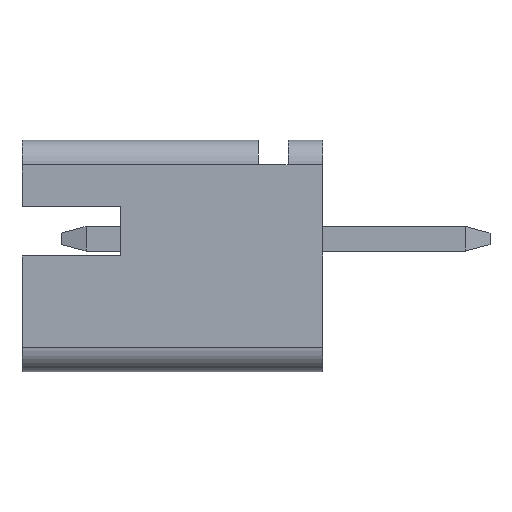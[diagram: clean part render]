
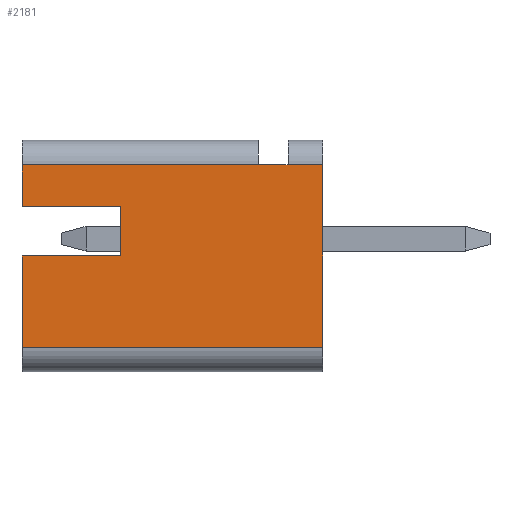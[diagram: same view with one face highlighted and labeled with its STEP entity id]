
A CAD part, left-side view. The second image highlights one B-rep face of the part: STEP entity #2181.
In plain terms, the highlighted planar face has unit normal (-1, 0, 0).
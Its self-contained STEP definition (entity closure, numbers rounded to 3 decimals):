
#16 = ORIENTED_EDGE ( 'NONE', *, *, #3066, .T. ) ;
#98 = EDGE_CURVE ( 'NONE', #3308, #1128, #374, .T. ) ;
#101 = CARTESIAN_POINT ( 'NONE',  ( -2., 0., 1.5 ) ) ;
#116 = VECTOR ( 'NONE', #2333, 1000. ) ;
#119 = DIRECTION ( 'NONE',  ( 0., 1., 0. ) ) ;
#132 = LINE ( 'NONE', #1972, #2710 ) ;
#136 = VERTEX_POINT ( 'NONE', #428 ) ;
#149 = DIRECTION ( 'NONE',  ( 1., 0., 0. ) ) ;
#175 = EDGE_CURVE ( 'NONE', #1262, #3151, #2528, .T. ) ;
#199 = CARTESIAN_POINT ( 'NONE',  ( -2., 0., 0. ) ) ;
#232 = VECTOR ( 'NONE', #2299, 1000. ) ;
#245 = LINE ( 'NONE', #2824, #2469 ) ;
#282 = ORIENTED_EDGE ( 'NONE', *, *, #933, .F. ) ;
#299 = VECTOR ( 'NONE', #1394, 1000. ) ;
#322 = CARTESIAN_POINT ( 'NONE',  ( -2., 4.1, 0.65 ) ) ;
#359 = VERTEX_POINT ( 'NONE', #1354 ) ;
#374 = LINE ( 'NONE', #685, #232 ) ;
#428 = CARTESIAN_POINT ( 'NONE',  ( -2., 0.7, 1.5 ) ) ;
#448 = PLANE ( 'NONE',  #3332 ) ;
#474 = ORIENTED_EDGE ( 'NONE', *, *, #1146, .F. ) ;
#583 = CARTESIAN_POINT ( 'NONE',  ( -2., 6.1, -0.35 ) ) ;
#628 = CARTESIAN_POINT ( 'NONE',  ( -2., 6.1, 0.65 ) ) ;
#634 = ORIENTED_EDGE ( 'NONE', *, *, #2005, .T. ) ;
#685 = CARTESIAN_POINT ( 'NONE',  ( -2., 0., 1.5 ) ) ;
#724 = LINE ( 'NONE', #966, #2298 ) ;
#732 = CARTESIAN_POINT ( 'NONE',  ( -2., 1.3, 1.5 ) ) ;
#755 = ORIENTED_EDGE ( 'NONE', *, *, #2928, .F. ) ;
#757 = VECTOR ( 'NONE', #2066, 1000. ) ;
#777 = ORIENTED_EDGE ( 'NONE', *, *, #3300, .F. ) ;
#843 = VECTOR ( 'NONE', #119, 1000. ) ;
#884 = EDGE_CURVE ( 'NONE', #1283, #1654, #1509, .T. ) ;
#933 = EDGE_CURVE ( 'NONE', #3308, #136, #2297, .T. ) ;
#966 = CARTESIAN_POINT ( 'NONE',  ( -2., 6.1, -0.35 ) ) ;
#985 = VECTOR ( 'NONE', #2437, 1000. ) ;
#1128 = VERTEX_POINT ( 'NONE', #3180 ) ;
#1146 = EDGE_CURVE ( 'NONE', #3147, #1262, #2141, .T. ) ;
#1181 = ORIENTED_EDGE ( 'NONE', *, *, #175, .F. ) ;
#1198 = DIRECTION ( 'NONE',  ( 0., 0., -1. ) ) ;
#1246 = EDGE_CURVE ( 'NONE', #2723, #359, #132, .T. ) ;
#1262 = VERTEX_POINT ( 'NONE', #2253 ) ;
#1283 = VERTEX_POINT ( 'NONE', #3034 ) ;
#1354 = CARTESIAN_POINT ( 'NONE',  ( -2., 0., -2.2 ) ) ;
#1375 = ORIENTED_EDGE ( 'NONE', *, *, #884, .F. ) ;
#1394 = DIRECTION ( 'NONE',  ( 0., -1., 0. ) ) ;
#1492 = CARTESIAN_POINT ( 'NONE',  ( -2., 0., 1.5 ) ) ;
#1507 = EDGE_LOOP ( 'NONE', ( #1375, #16, #2497, #634, #282, #2148, #777, #1181, #474, #755 ) ) ;
#1509 = LINE ( 'NONE', #3370, #757 ) ;
#1582 = DIRECTION ( 'NONE',  ( 0., 0., 1. ) ) ;
#1654 = VERTEX_POINT ( 'NONE', #583 ) ;
#1676 = CARTESIAN_POINT ( 'NONE',  ( -2., 4.1, -0.35 ) ) ;
#1703 = DIRECTION ( 'NONE',  ( 0., 1., 0. ) ) ;
#1865 = VECTOR ( 'NONE', #1703, 1000. ) ;
#1882 = CARTESIAN_POINT ( 'NONE',  ( -2., 1.3, 1.5 ) ) ;
#1891 = LINE ( 'NONE', #1920, #299 ) ;
#1920 = CARTESIAN_POINT ( 'NONE',  ( -2., 0., -2.2 ) ) ;
#1972 = CARTESIAN_POINT ( 'NONE',  ( -2., 0., 2. ) ) ;
#2005 = EDGE_CURVE ( 'NONE', #2723, #136, #2777, .T. ) ;
#2066 = DIRECTION ( 'NONE',  ( 0., 0., 1. ) ) ;
#2141 = LINE ( 'NONE', #322, #985 ) ;
#2148 = ORIENTED_EDGE ( 'NONE', *, *, #98, .T. ) ;
#2181 = ADVANCED_FACE ( 'NONE', ( #2828 ), #448, .F. ) ;
#2253 = CARTESIAN_POINT ( 'NONE',  ( -2., 4.1, 0.65 ) ) ;
#2297 = LINE ( 'NONE', #732, #116 ) ;
#2298 = VECTOR ( 'NONE', #3120, 1000. ) ;
#2299 = DIRECTION ( 'NONE',  ( 0., 1., 0. ) ) ;
#2333 = DIRECTION ( 'NONE',  ( 0., -1., 0. ) ) ;
#2437 = DIRECTION ( 'NONE',  ( 0., 0., 1. ) ) ;
#2469 = VECTOR ( 'NONE', #1582, 1000. ) ;
#2497 = ORIENTED_EDGE ( 'NONE', *, *, #1246, .F. ) ;
#2528 = LINE ( 'NONE', #628, #1865 ) ;
#2710 = VECTOR ( 'NONE', #2991, 1000. ) ;
#2723 = VERTEX_POINT ( 'NONE', #1492 ) ;
#2777 = LINE ( 'NONE', #101, #843 ) ;
#2824 = CARTESIAN_POINT ( 'NONE',  ( -2., 6.1, 2. ) ) ;
#2828 = FACE_OUTER_BOUND ( 'NONE', #1507, .T. ) ;
#2928 = EDGE_CURVE ( 'NONE', #1654, #3147, #724, .T. ) ;
#2991 = DIRECTION ( 'NONE',  ( 0., 0., -1. ) ) ;
#3034 = CARTESIAN_POINT ( 'NONE',  ( -2., 6.1, -2.2 ) ) ;
#3066 = EDGE_CURVE ( 'NONE', #1283, #359, #1891, .T. ) ;
#3120 = DIRECTION ( 'NONE',  ( 0., -1., 0. ) ) ;
#3147 = VERTEX_POINT ( 'NONE', #1676 ) ;
#3151 = VERTEX_POINT ( 'NONE', #3191 ) ;
#3180 = CARTESIAN_POINT ( 'NONE',  ( -2., 6.1, 1.5 ) ) ;
#3191 = CARTESIAN_POINT ( 'NONE',  ( -2., 6.1, 0.65 ) ) ;
#3300 = EDGE_CURVE ( 'NONE', #3151, #1128, #245, .T. ) ;
#3308 = VERTEX_POINT ( 'NONE', #1882 ) ;
#3332 = AXIS2_PLACEMENT_3D ( 'NONE', #199, #149, #1198 ) ;
#3370 = CARTESIAN_POINT ( 'NONE',  ( -2., 6.1, -0.35 ) ) ;
